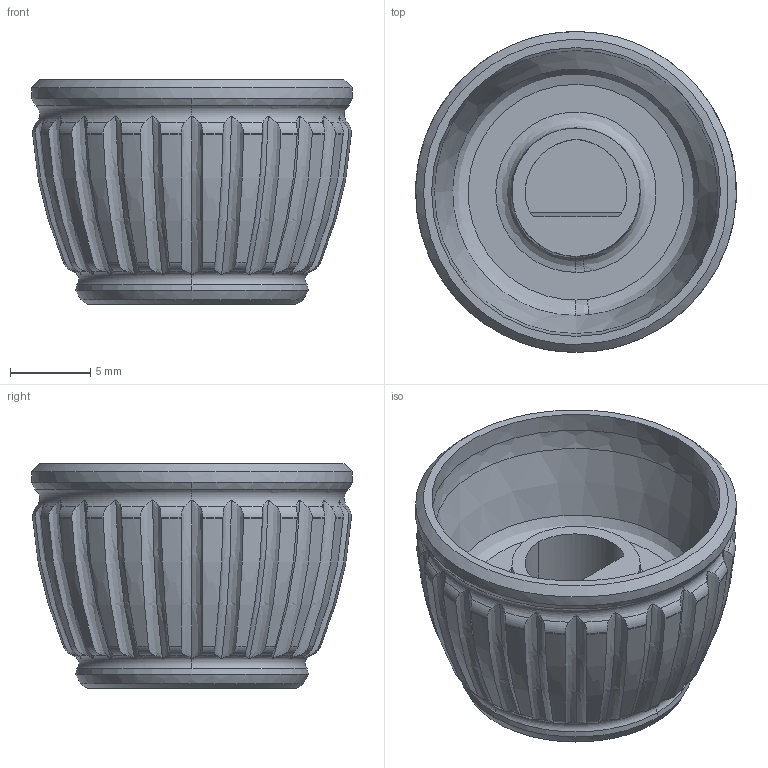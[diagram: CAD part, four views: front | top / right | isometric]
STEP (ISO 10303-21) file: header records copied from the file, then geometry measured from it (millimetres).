
FILE_DESCRIPTION(('HOOPS Exchange Step'),'2;1');
FILE_NAME('Rotary encoder knob and cover - 20mm knob.stp','2024-11-20T04:14:01-15:00',('hayashi'),('Unknown organisation'),'HOOPS Exchange 2023.2','HOOPS Exchange','Unknown authorisation');
FILE_SCHEMA( ('AP203_CONFIGURATION_CONTROLLED_3D_DESIGN_OF_MECHANICAL_PARTS_AND_ASSEMBLIES_MIM_LF') );
Length unit declared in the file: millimetre
Products named in the file (1): Revolved.003
Bounding box: 20 x 20 x 14 mm (x, y, z)
Volume: 1751 mm3; surface area: 1890.4 mm2
Topology: 1 solids, 1 shells, 173 faces, 495 edges, 323 vertices
Faces by surface type: bspline 89, torus 78, cone 4, plane 2
Entity records: 15004 total; most frequent: CARTESIAN_POINT 11385, ORIENTED_EDGE 988, EDGE_CURVE 494, DIRECTION 456, B_SPLINE_CURVE_WITH_KNOTS 348, VERTEX_POINT 323, AXIS2_PLACEMENT_3D 225, EDGE_LOOP 173
